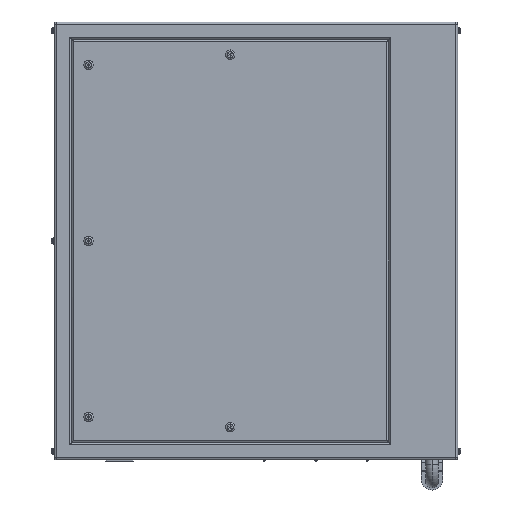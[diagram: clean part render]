
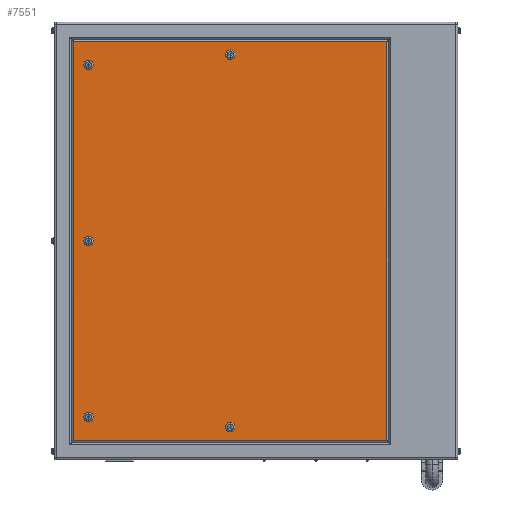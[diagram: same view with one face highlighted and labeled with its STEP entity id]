
A CAD part, left-side view. The second image highlights one B-rep face of the part: STEP entity #7551.
In plain terms, the highlighted planar face has unit normal (-1, 0, 0).
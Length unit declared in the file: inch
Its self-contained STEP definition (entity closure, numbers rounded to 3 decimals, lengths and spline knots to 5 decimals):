
#64 = VERTEX_POINT ( 'NONE', #4280 ) ;
#68 = DIRECTION ( 'NONE',  ( 1., 0., 0. ) ) ;
#263 = ORIENTED_EDGE ( 'NONE', *, *, #16470, .T. ) ;
#816 = DIRECTION ( 'NONE',  ( 1., 0., 0. ) ) ;
#818 = AXIS2_PLACEMENT_3D ( 'NONE', #12432, #9133, #3659 ) ;
#1013 = ORIENTED_EDGE ( 'NONE', *, *, #6087, .T. ) ;
#1556 = LINE ( 'NONE', #15714, #7410 ) ;
#1914 = VERTEX_POINT ( 'NONE', #19344 ) ;
#2182 = VERTEX_POINT ( 'NONE', #6405 ) ;
#2226 = DIRECTION ( 'NONE',  ( 0., 0., -1. ) ) ;
#2273 = DIRECTION ( 'NONE',  ( 1., 0., 0. ) ) ;
#2925 = AXIS2_PLACEMENT_3D ( 'NONE', #14773, #3906, #18150 ) ;
#3197 = ORIENTED_EDGE ( 'NONE', *, *, #10861, .T. ) ;
#3659 = DIRECTION ( 'NONE',  ( 0., 0., -1. ) ) ;
#3906 = DIRECTION ( 'NONE',  ( 1., 0., 0. ) ) ;
#3935 = VERTEX_POINT ( 'NONE', #4455 ) ;
#3992 = DIRECTION ( 'NONE',  ( 0., -1., 0. ) ) ;
#4217 = CARTESIAN_POINT ( 'NONE',  ( -12.5, 19.5, 0. ) ) ;
#4280 = CARTESIAN_POINT ( 'NONE',  ( -12.5, 3., 21.14 ) ) ;
#4450 = VECTOR ( 'NONE', #19370, 39.37008 ) ;
#4455 = CARTESIAN_POINT ( 'NONE',  ( -12.5, -15.24, 23.24 ) ) ;
#4652 = LINE ( 'NONE', #4874, #4450 ) ;
#4874 = CARTESIAN_POINT ( 'NONE',  ( -12.5, -15.24, -25.5 ) ) ;
#4884 = EDGE_LOOP ( 'NONE', ( #22310, #15216, #11625, #7780 ) ) ;
#5183 = DIRECTION ( 'NONE',  ( 1., 0., 0. ) ) ;
#5184 = FACE_BOUND ( 'NONE', #13411, .T. ) ;
#5205 = DIRECTION ( 'NONE',  ( 0., 0., 1. ) ) ;
#5634 = CIRCLE ( 'NONE', #16117, 0.55 ) ;
#5823 = VERTEX_POINT ( 'NONE', #13367 ) ;
#6009 = DIRECTION ( 'NONE',  ( 0., 0., -1. ) ) ;
#6077 = CIRCLE ( 'NONE', #12424, 0.55 ) ;
#6087 = EDGE_CURVE ( 'NONE', #16932, #18686, #16522, .T. ) ;
#6404 = CARTESIAN_POINT ( 'NONE',  ( -12.5, 19.5, 21.05 ) ) ;
#6405 = CARTESIAN_POINT ( 'NONE',  ( -12.5, 3., -21.14 ) ) ;
#6407 = EDGE_LOOP ( 'NONE', ( #21300, #263 ) ) ;
#6609 = LINE ( 'NONE', #10418, #22850 ) ;
#6725 = EDGE_CURVE ( 'NONE', #10032, #13705, #19439, .T. ) ;
#6859 = FACE_BOUND ( 'NONE', #8776, .T. ) ;
#6888 = EDGE_LOOP ( 'NONE', ( #15843, #3197 ) ) ;
#6988 = CARTESIAN_POINT ( 'NONE',  ( -12.5, 3., -21.69 ) ) ;
#7187 = VERTEX_POINT ( 'NONE', #11431 ) ;
#7308 = DIRECTION ( 'NONE',  ( 0., 0., -1. ) ) ;
#7380 = CARTESIAN_POINT ( 'NONE',  ( -12.5, 19.5, -20.5 ) ) ;
#7410 = VECTOR ( 'NONE', #22956, 39.37008 ) ;
#7441 = ORIENTED_EDGE ( 'NONE', *, *, #10443, .T. ) ;
#7551 = ADVANCED_FACE ( 'NONE', ( #12082, #11959, #17604, #6859, #5184, #8709 ), #17473, .F. ) ;
#7609 = VERTEX_POINT ( 'NONE', #12577 ) ;
#7780 = ORIENTED_EDGE ( 'NONE', *, *, #9777, .T. ) ;
#8122 = CARTESIAN_POINT ( 'NONE',  ( -12.5, 19.5, -19.95 ) ) ;
#8244 = DIRECTION ( 'NONE',  ( 0., 0., -1. ) ) ;
#8495 = CIRCLE ( 'NONE', #16377, 0.55 ) ;
#8578 = CARTESIAN_POINT ( 'NONE',  ( -12.5, 23.5, -25.5 ) ) ;
#8709 = FACE_OUTER_BOUND ( 'NONE', #4884, .T. ) ;
#8776 = EDGE_LOOP ( 'NONE', ( #21910, #9245 ) ) ;
#8846 = CARTESIAN_POINT ( 'NONE',  ( -12.5, 19.5, 0.55 ) ) ;
#9133 = DIRECTION ( 'NONE',  ( 1., 0., 0. ) ) ;
#9245 = ORIENTED_EDGE ( 'NONE', *, *, #15670, .T. ) ;
#9777 = EDGE_CURVE ( 'NONE', #7609, #16201, #6609, .T. ) ;
#10032 = VERTEX_POINT ( 'NONE', #17438 ) ;
#10330 = EDGE_CURVE ( 'NONE', #1914, #2182, #6077, .T. ) ;
#10418 = CARTESIAN_POINT ( 'NONE',  ( -12.5, 21.24, -25.5 ) ) ;
#10443 = EDGE_CURVE ( 'NONE', #2182, #1914, #15415, .T. ) ;
#10515 = AXIS2_PLACEMENT_3D ( 'NONE', #8578, #13970, #8244 ) ;
#10553 = AXIS2_PLACEMENT_3D ( 'NONE', #21009, #21690, #18297 ) ;
#10566 = DIRECTION ( 'NONE',  ( 0., 0., -1. ) ) ;
#10861 = EDGE_CURVE ( 'NONE', #5823, #64, #17686, .T. ) ;
#11431 = CARTESIAN_POINT ( 'NONE',  ( -12.5, 19.5, -0.55 ) ) ;
#11625 = ORIENTED_EDGE ( 'NONE', *, *, #11759, .T. ) ;
#11759 = EDGE_CURVE ( 'NONE', #3935, #7609, #1556, .T. ) ;
#11959 = FACE_BOUND ( 'NONE', #6888, .T. ) ;
#12082 = FACE_BOUND ( 'NONE', #22950, .T. ) ;
#12309 = DIRECTION ( 'NONE',  ( 0., 0., -1. ) ) ;
#12413 = EDGE_CURVE ( 'NONE', #19650, #3935, #4652, .T. ) ;
#12424 = AXIS2_PLACEMENT_3D ( 'NONE', #6988, #68, #5205 ) ;
#12432 = CARTESIAN_POINT ( 'NONE',  ( -12.5, 19.5, 20.5 ) ) ;
#12577 = CARTESIAN_POINT ( 'NONE',  ( -12.5, 21.24, 23.24 ) ) ;
#12988 = CARTESIAN_POINT ( 'NONE',  ( -12.5, 23.5, -23.24 ) ) ;
#13261 = DIRECTION ( 'NONE',  ( 1., 0., 0. ) ) ;
#13285 = ORIENTED_EDGE ( 'NONE', *, *, #21244, .T. ) ;
#13367 = CARTESIAN_POINT ( 'NONE',  ( -12.5, 3., 22.24 ) ) ;
#13411 = EDGE_LOOP ( 'NONE', ( #1013, #13285 ) ) ;
#13482 = AXIS2_PLACEMENT_3D ( 'NONE', #19117, #5183, #10566 ) ;
#13612 = DIRECTION ( 'NONE',  ( 0., 0., -1. ) ) ;
#13705 = VERTEX_POINT ( 'NONE', #8122 ) ;
#13970 = DIRECTION ( 'NONE',  ( 1., 0., 0. ) ) ;
#13986 = EDGE_CURVE ( 'NONE', #16201, #19650, #20005, .T. ) ;
#14503 = DIRECTION ( 'NONE',  ( 1., 0., 0. ) ) ;
#14773 = CARTESIAN_POINT ( 'NONE',  ( -12.5, 19.5, 20.5 ) ) ;
#15070 = AXIS2_PLACEMENT_3D ( 'NONE', #20029, #2273, #7308 ) ;
#15216 = ORIENTED_EDGE ( 'NONE', *, *, #12413, .T. ) ;
#15415 = CIRCLE ( 'NONE', #10553, 0.55 ) ;
#15670 = EDGE_CURVE ( 'NONE', #23117, #7187, #5634, .T. ) ;
#15714 = CARTESIAN_POINT ( 'NONE',  ( -12.5, 23.5, 23.24 ) ) ;
#15749 = CARTESIAN_POINT ( 'NONE',  ( -12.5, -15.24, -23.24 ) ) ;
#15843 = ORIENTED_EDGE ( 'NONE', *, *, #22676, .T. ) ;
#16117 = AXIS2_PLACEMENT_3D ( 'NONE', #4217, #816, #2226 ) ;
#16201 = VERTEX_POINT ( 'NONE', #18260 ) ;
#16377 = AXIS2_PLACEMENT_3D ( 'NONE', #20638, #20504, #13612 ) ;
#16470 = EDGE_CURVE ( 'NONE', #13705, #10032, #19877, .T. ) ;
#16472 = AXIS2_PLACEMENT_3D ( 'NONE', #16770, #13261, #6009 ) ;
#16522 = CIRCLE ( 'NONE', #818, 0.55 ) ;
#16770 = CARTESIAN_POINT ( 'NONE',  ( -12.5, 19.5, -20.5 ) ) ;
#16932 = VERTEX_POINT ( 'NONE', #17143 ) ;
#17143 = CARTESIAN_POINT ( 'NONE',  ( -12.5, 19.5, 19.95 ) ) ;
#17438 = CARTESIAN_POINT ( 'NONE',  ( -12.5, 19.5, -21.05 ) ) ;
#17473 = PLANE ( 'NONE',  #10515 ) ;
#17604 = FACE_BOUND ( 'NONE', #6407, .T. ) ;
#17630 = VECTOR ( 'NONE', #3992, 39.37008 ) ;
#17686 = CIRCLE ( 'NONE', #15070, 0.55 ) ;
#18150 = DIRECTION ( 'NONE',  ( 0., 0., -1. ) ) ;
#18260 = CARTESIAN_POINT ( 'NONE',  ( -12.5, 21.24, -23.24 ) ) ;
#18297 = DIRECTION ( 'NONE',  ( 0., 0., 1. ) ) ;
#18686 = VERTEX_POINT ( 'NONE', #6404 ) ;
#19117 = CARTESIAN_POINT ( 'NONE',  ( -12.5, 3., 21.69 ) ) ;
#19128 = AXIS2_PLACEMENT_3D ( 'NONE', #7380, #14503, #21615 ) ;
#19344 = CARTESIAN_POINT ( 'NONE',  ( -12.5, 3., -22.24 ) ) ;
#19370 = DIRECTION ( 'NONE',  ( 0., 0., 1. ) ) ;
#19439 = CIRCLE ( 'NONE', #16472, 0.55 ) ;
#19650 = VERTEX_POINT ( 'NONE', #15749 ) ;
#19877 = CIRCLE ( 'NONE', #19128, 0.55 ) ;
#20005 = LINE ( 'NONE', #12988, #17630 ) ;
#20029 = CARTESIAN_POINT ( 'NONE',  ( -12.5, 3., 21.69 ) ) ;
#20504 = DIRECTION ( 'NONE',  ( 1., 0., 0. ) ) ;
#20638 = CARTESIAN_POINT ( 'NONE',  ( -12.5, 19.5, 0. ) ) ;
#20673 = ORIENTED_EDGE ( 'NONE', *, *, #10330, .T. ) ;
#20903 = EDGE_CURVE ( 'NONE', #7187, #23117, #8495, .T. ) ;
#21009 = CARTESIAN_POINT ( 'NONE',  ( -12.5, 3., -21.69 ) ) ;
#21244 = EDGE_CURVE ( 'NONE', #18686, #16932, #22339, .T. ) ;
#21300 = ORIENTED_EDGE ( 'NONE', *, *, #6725, .T. ) ;
#21615 = DIRECTION ( 'NONE',  ( 0., 0., -1. ) ) ;
#21690 = DIRECTION ( 'NONE',  ( 1., 0., 0. ) ) ;
#21910 = ORIENTED_EDGE ( 'NONE', *, *, #20903, .T. ) ;
#22310 = ORIENTED_EDGE ( 'NONE', *, *, #13986, .T. ) ;
#22339 = CIRCLE ( 'NONE', #2925, 0.55 ) ;
#22676 = EDGE_CURVE ( 'NONE', #64, #5823, #23150, .T. ) ;
#22850 = VECTOR ( 'NONE', #12309, 39.37008 ) ;
#22950 = EDGE_LOOP ( 'NONE', ( #20673, #7441 ) ) ;
#22956 = DIRECTION ( 'NONE',  ( 0., 1., 0. ) ) ;
#23117 = VERTEX_POINT ( 'NONE', #8846 ) ;
#23150 = CIRCLE ( 'NONE', #13482, 0.55 ) ;
